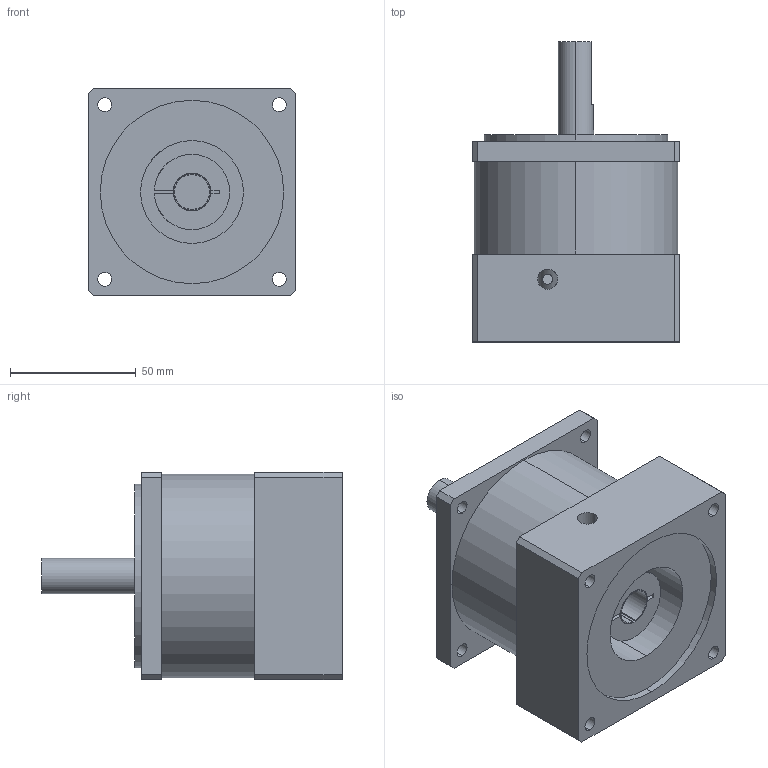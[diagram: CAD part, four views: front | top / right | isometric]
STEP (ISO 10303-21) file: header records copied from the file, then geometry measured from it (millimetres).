
FILE_DESCRIPTION (( 'STEP AP203' ), '1' );
FILE_NAME ('MPC034-24-017.STEP', '2021-04-15T01:09:22', ( 'Microsoft' ), ( 'China' ), 'SwSTEP 2.0', 'SolidWorks 2013', '' );
FILE_SCHEMA (( 'CONFIG_CONTROL_DESIGN' ));
Length unit declared in the file: millimetre
Products named in the file (1): MPC034-24-017
Bounding box: 82.6 x 119.6 x 82.6 mm (x, y, z)
Volume: 451582.9 mm3; surface area: 57318.2 mm2
Topology: 2 solids, 2 shells, 138 faces, 345 edges, 230 vertices
Faces by surface type: plane 78, cylinder 58, bspline 2
Entity records: 4512 total; most frequent: CARTESIAN_POINT 992, DIRECTION 727, ORIENTED_EDGE 690, EDGE_CURVE 345, AXIS2_PLACEMENT_3D 257, VERTEX_POINT 230, VECTOR 213, LINE 213
